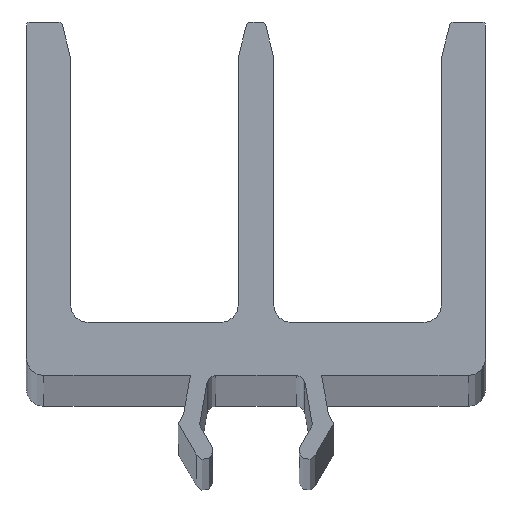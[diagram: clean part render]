
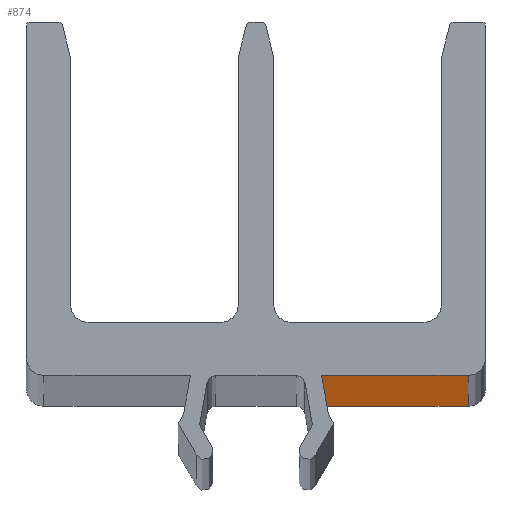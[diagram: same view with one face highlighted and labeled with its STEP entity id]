
A CAD part, top view. The second image highlights one B-rep face of the part: STEP entity #874.
In plain terms, the highlighted planar face has unit normal (0, -1, 0).
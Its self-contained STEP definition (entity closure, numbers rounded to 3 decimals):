
#36=FACE_OUTER_BOUND('',#82,.T.);
#82=EDGE_LOOP('',(#635,#636,#637,#638));
#125=LINE('',#1285,#225);
#157=LINE('',#1378,#257);
#158=LINE('',#1381,#258);
#159=LINE('',#1382,#259);
#225=VECTOR('',#1025,10.);
#257=VECTOR('',#1095,10.);
#258=VECTOR('',#1098,10.);
#259=VECTOR('',#1099,10.);
#360=VERTEX_POINT('',#1282);
#361=VERTEX_POINT('',#1284);
#403=VERTEX_POINT('',#1376);
#404=VERTEX_POINT('',#1380);
#448=EDGE_CURVE('',#360,#361,#125,.T.);
#495=EDGE_CURVE('',#360,#403,#157,.T.);
#496=EDGE_CURVE('',#404,#403,#158,.T.);
#497=EDGE_CURVE('',#361,#404,#159,.T.);
#635=ORIENTED_EDGE('',*,*,#495,.T.);
#636=ORIENTED_EDGE('',*,*,#496,.F.);
#637=ORIENTED_EDGE('',*,*,#497,.F.);
#638=ORIENTED_EDGE('',*,*,#448,.F.);
#842=PLANE('',#958);
#874=ADVANCED_FACE('',(#36),#842,.T.);
#958=AXIS2_PLACEMENT_3D('',#1379,#1096,#1097);
#1025=DIRECTION('',(-1.,0.,0.));
#1095=DIRECTION('',(0.,0.,1.));
#1096=DIRECTION('center_axis',(0.,-1.,0.));
#1097=DIRECTION('ref_axis',(1.,0.,0.));
#1098=DIRECTION('',(1.,0.,0.));
#1099=DIRECTION('',(0.,0.,1.));
#1282=CARTESIAN_POINT('',(24.,0.,-500.));
#1284=CARTESIAN_POINT('',(15.712,0.,-500.));
#1285=CARTESIAN_POINT('',(15.712,0.,-500.));
#1376=CARTESIAN_POINT('',(24.,0.,500.));
#1378=CARTESIAN_POINT('',(24.,0.,0.));
#1379=CARTESIAN_POINT('Origin',(15.712,0.,0.));
#1380=CARTESIAN_POINT('',(15.712,0.,500.));
#1381=CARTESIAN_POINT('',(15.712,0.,500.));
#1382=CARTESIAN_POINT('',(15.712,0.,0.));
